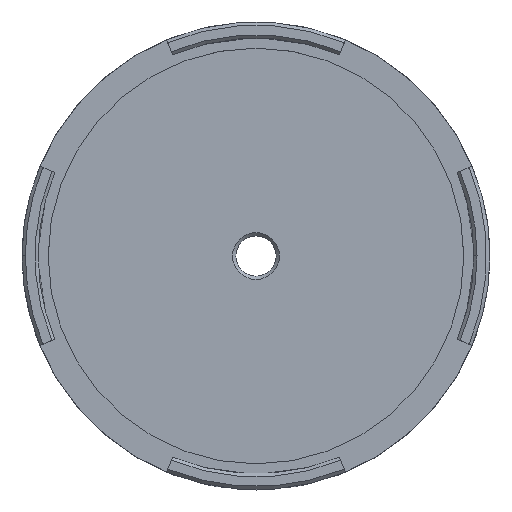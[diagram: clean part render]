
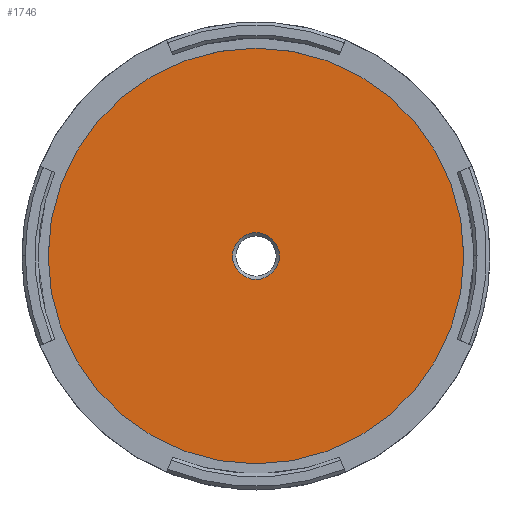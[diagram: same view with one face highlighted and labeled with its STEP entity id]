
A CAD part, top view. The second image highlights one B-rep face of the part: STEP entity #1746.
In plain terms, the highlighted planar face has unit normal (0, 0, 1).
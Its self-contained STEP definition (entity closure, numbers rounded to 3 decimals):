
#1719=CARTESIAN_POINT('',(0.,0.,11.));
#1720=DIRECTION('',(0.,0.,1.));
#1721=DIRECTION('',(-1.,0.,0.));
#1722=AXIS2_PLACEMENT_3D('',#1719,#1720,#1721);
#1723=PLANE('',#1722);
#1724=CARTESIAN_POINT('',(3.625,-100.001,11.));
#1725=VERTEX_POINT('',#1724);
#1726=CARTESIAN_POINT('',(0.,-100.001,11.));
#1727=DIRECTION('',(-0.,-0.,-1.));
#1728=DIRECTION('',(1.,0.,-0.));
#1729=AXIS2_PLACEMENT_3D('',#1726,#1727,#1728);
#1730=CIRCLE('',#1729,3.625);
#1731=EDGE_CURVE('',#1725,#1725,#1730,.T.);
#1732=ORIENTED_EDGE('',*,*,#1731,.T.);
#1733=EDGE_LOOP('',(#1732));
#1734=FACE_BOUND('',#1733,.T.);
#1735=CARTESIAN_POINT('',(32.25,-100.001,11.));
#1736=VERTEX_POINT('',#1735);
#1737=CARTESIAN_POINT('',(0.,-100.001,11.));
#1738=DIRECTION('',(0.,0.,1.));
#1739=DIRECTION('',(1.,0.,-0.));
#1740=AXIS2_PLACEMENT_3D('',#1737,#1738,#1739);
#1741=CIRCLE('',#1740,32.25);
#1742=EDGE_CURVE('',#1736,#1736,#1741,.T.);
#1743=ORIENTED_EDGE('',*,*,#1742,.T.);
#1744=EDGE_LOOP('',(#1743));
#1745=FACE_BOUND('',#1744,.T.);
#1746=ADVANCED_FACE('',(#1734,#1745),#1723,.T.);
